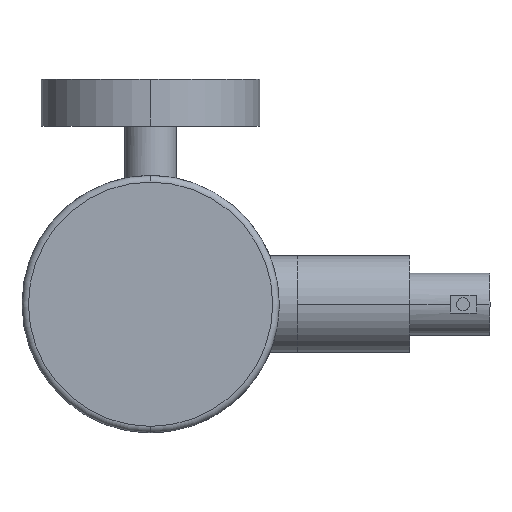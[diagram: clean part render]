
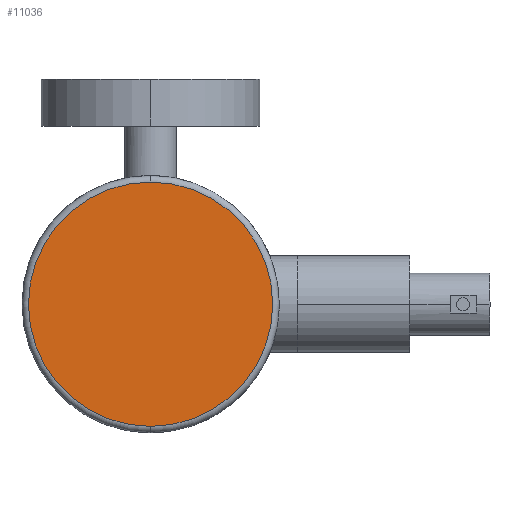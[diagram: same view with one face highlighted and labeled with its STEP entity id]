
A CAD part, left-side view. The second image highlights one B-rep face of the part: STEP entity #11036.
In plain terms, the highlighted planar face has unit normal (-1, 0, 0).
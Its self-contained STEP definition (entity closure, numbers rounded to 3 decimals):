
#227 = AXIS2_PLACEMENT_3D ( 'NONE', #9051, #4719, #17475 ) ;
#736 = VERTEX_POINT ( 'NONE', #6847 ) ;
#1319 = AXIS2_PLACEMENT_3D ( 'NONE', #2079, #4739, #7683 ) ;
#2079 = CARTESIAN_POINT ( 'NONE',  ( -81.05, 10., 0. ) ) ;
#3718 = VERTEX_POINT ( 'NONE', #6275 ) ;
#4666 = ORIENTED_EDGE ( 'NONE', *, *, #15640, .F. ) ;
#4719 = DIRECTION ( 'NONE',  ( 1., 0., 0. ) ) ;
#4739 = DIRECTION ( 'NONE',  ( -1., 0., 0. ) ) ;
#5654 = ORIENTED_EDGE ( 'NONE', *, *, #11581, .F. ) ;
#6275 = CARTESIAN_POINT ( 'NONE',  ( -81.05, 0., 19. ) ) ;
#6847 = CARTESIAN_POINT ( 'NONE',  ( -81.05, 0., -19. ) ) ;
#7683 = DIRECTION ( 'NONE',  ( 0., 0., -1. ) ) ;
#9005 = CIRCLE ( 'NONE', #227, 19. ) ;
#9051 = CARTESIAN_POINT ( 'NONE',  ( -81.05, 0., 0. ) ) ;
#9257 = PLANE ( 'NONE',  #1319 ) ;
#10211 = DIRECTION ( 'NONE',  ( 1., 0., 0. ) ) ;
#10399 = CARTESIAN_POINT ( 'NONE',  ( -81.05, 0., 0. ) ) ;
#10693 = AXIS2_PLACEMENT_3D ( 'NONE', #10399, #10211, #14455 ) ;
#11036 = ADVANCED_FACE ( 'NONE', ( #17490 ), #9257, .T. ) ;
#11581 = EDGE_CURVE ( 'NONE', #736, #3718, #9005, .T. ) ;
#13917 = CIRCLE ( 'NONE', #10693, 19. ) ;
#14455 = DIRECTION ( 'NONE',  ( 0., -1., 0. ) ) ;
#15640 = EDGE_CURVE ( 'NONE', #3718, #736, #13917, .T. ) ;
#17339 = EDGE_LOOP ( 'NONE', ( #4666, #5654 ) ) ;
#17475 = DIRECTION ( 'NONE',  ( 0., -1., 0. ) ) ;
#17490 = FACE_OUTER_BOUND ( 'NONE', #17339, .T. ) ;
